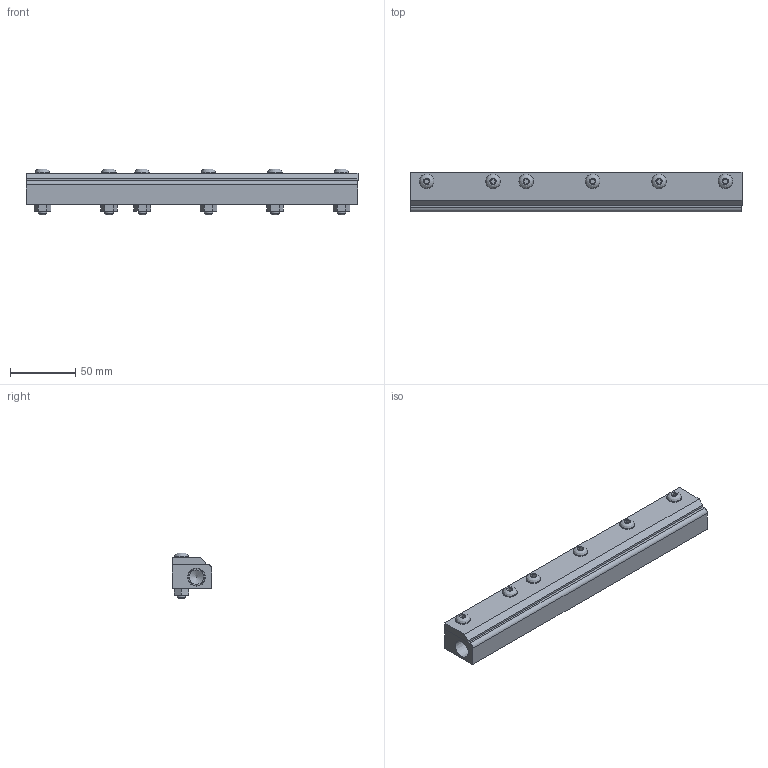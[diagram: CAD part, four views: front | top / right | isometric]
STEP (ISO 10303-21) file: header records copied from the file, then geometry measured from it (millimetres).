
FILE_DESCRIPTION((''),'2;1');
FILE_NAME('2009SS.stp','2010-04-29T09:01:26',('michael witt'),(''),'Autodesk Inventor 2010','Autodesk Inventor 2010','');
FILE_SCHEMA(('AUTOMOTIVE_DESIGN { 1 0 10303 214 1 1 1 1 }'));
Length unit declared in the file: inch
Products named in the file (15): Assembly10; Part442; Part444; Part446; Part448; Part450; Part452; Part454; Part456; Part458; Part460; Part462; Part464; Part466; Part468
Assembly tree (14 placements, depth 2):
  Assembly10
    Part442
    Part444
    Part446
    Part448
    Part450
    Part452
    Part454
    Part456
    Part458
    Part460
    Part462
    Part464
    Part466
    Part468
Bounding box: 254 x 30.48 x 35.1 mm (x, y, z)
Volume: 174862.8 mm3; surface area: 52727.8 mm2
Topology: 14 solids, 14 shells, 172 faces, 391 edges, 261 vertices
Faces by surface type: plane 123, cylinder 26, bspline 15, cone 8
Full cylindrical faces by diameter (mm): 6.35 x19, 11.1 x6
Entity records: 5313 total; most frequent: CARTESIAN_POINT 1188, DIRECTION 780, ORIENTED_EDGE 652, EDGE_CURVE 326, EDGE_LOOP 270, AXIS2_PLACEMENT_3D 268, VERTEX_POINT 244, VECTOR 244
